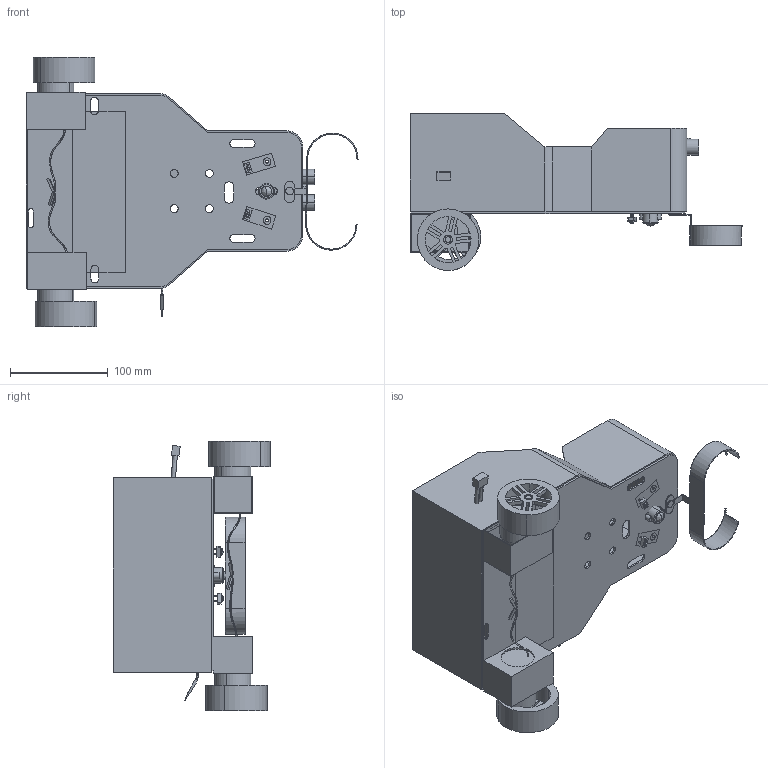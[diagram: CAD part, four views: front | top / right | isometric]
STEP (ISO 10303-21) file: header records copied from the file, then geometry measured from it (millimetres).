
FILE_DESCRIPTION (( 'STEP AP203' ), '1' );
FILE_NAME ('FinalDesign.STEP', '2022-04-25T11:21:57', ( '' ), ( '' ), 'SwSTEP 2.0', 'SolidWorks 2021', '' );
FILE_SCHEMA (( 'CONFIG_CONTROL_DESIGN' ));
Length unit declared in the file: millimetre
Products named in the file (13): FinalDesign; infrared-sensor.step; front-wheel.stp; motor.step; dragger; arduino-UNO.step; ultrasonic-sensor.step; wheel-basic.step; bodyf1; breadboard.step; motorcontroler.step; lipo-battery.stp; screw1
Assembly tree (15 placements, depth 2):
  FinalDesign
    bodyf1
    dragger
    screw1
    wheel-basic.step  x2
    motor.step  x2
    front-wheel.stp
    ultrasonic-sensor.step
    infrared-sensor.step  x2
    breadboard.step
    arduino-UNO.step
    motorcontroler.step
    lipo-battery.stp
Bounding box: 339.47 x 160.63 x 275.6 mm (x, y, z)
Volume: 743230.8 mm3; surface area: 435210.4 mm2
Topology: 16 solids, 16 shells, 1469 faces, 3669 edges, 2380 vertices
Faces by surface type: plane 1206, cylinder 231, bspline 22, torus 10
Entity records: 39877 total; most frequent: CARTESIAN_POINT 8684, ORIENTED_EDGE 6152, DIRECTION 5840, EDGE_CURVE 3076, LINE 2548, VECTOR 2548, VERTEX_POINT 1998, AXIS2_PLACEMENT_3D 1646
